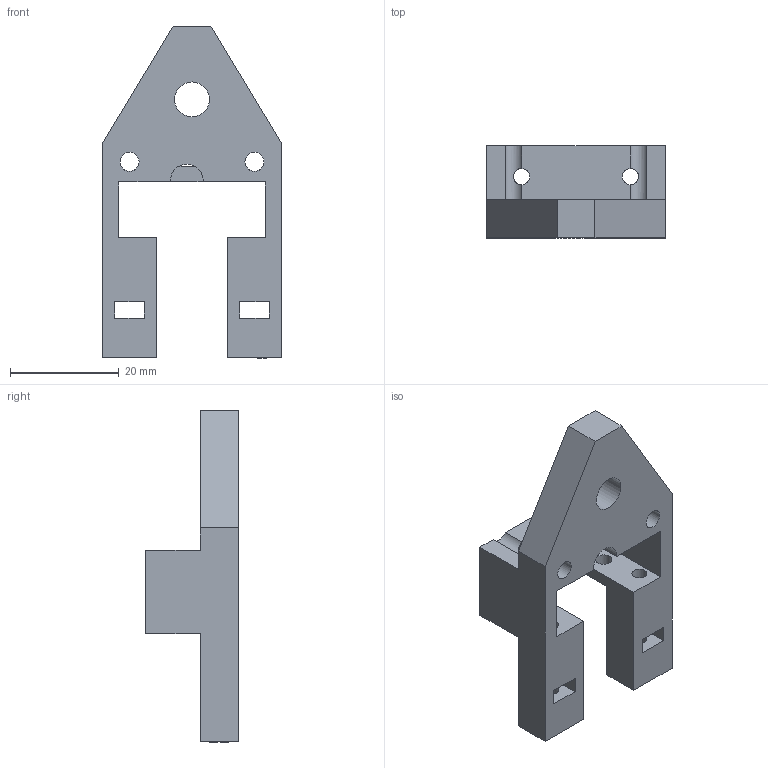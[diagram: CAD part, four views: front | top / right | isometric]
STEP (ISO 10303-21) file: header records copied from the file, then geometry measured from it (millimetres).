
FILE_DESCRIPTION(/* description */ (''),/* implementation_level */ '2;1');
FILE_NAME(/* name */ '30_Cube_Z_Focus_MGN12_NEMA_slide_part2_bolted.ipt.step',/* time_stamp */ '2022-11-29T08:20:51+01:00',/* author */ ('diederichbenedict'),/* organization */ (''),/* preprocessor_version */ 'ST-DEVELOPER v18.1',/* originating_system */ 'Autodesk Inventor 2022',/* authorisation */ '');
FILE_SCHEMA (('AUTOMOTIVE_DESIGN { 1 0 10303 214 3 1 1 }'));
Length unit declared in the file: millimetre
Products named in the file (1): 30_Cube_Z_Focus_MGN12_NEMA_slide_part2_bolted
Bounding box: 33.03 x 17 x 61.1 mm (x, y, z)
Volume: 8478.2 mm3; surface area: 6733.3 mm2
Topology: 1 solids, 1 shells, 51 faces, 154 edges, 102 vertices
Faces by surface type: plane 36, cylinder 15
Full cylindrical faces by diameter (mm): 2.8 x4, 3 x4, 3.5 x2, 6.405 x1, 8 x3
Entity records: 1874 total; most frequent: CARTESIAN_POINT 352, ORIENTED_EDGE 308, DIRECTION 292, EDGE_CURVE 154, LINE 114, VECTOR 114, VERTEX_POINT 102, AXIS2_PLACEMENT_3D 89
